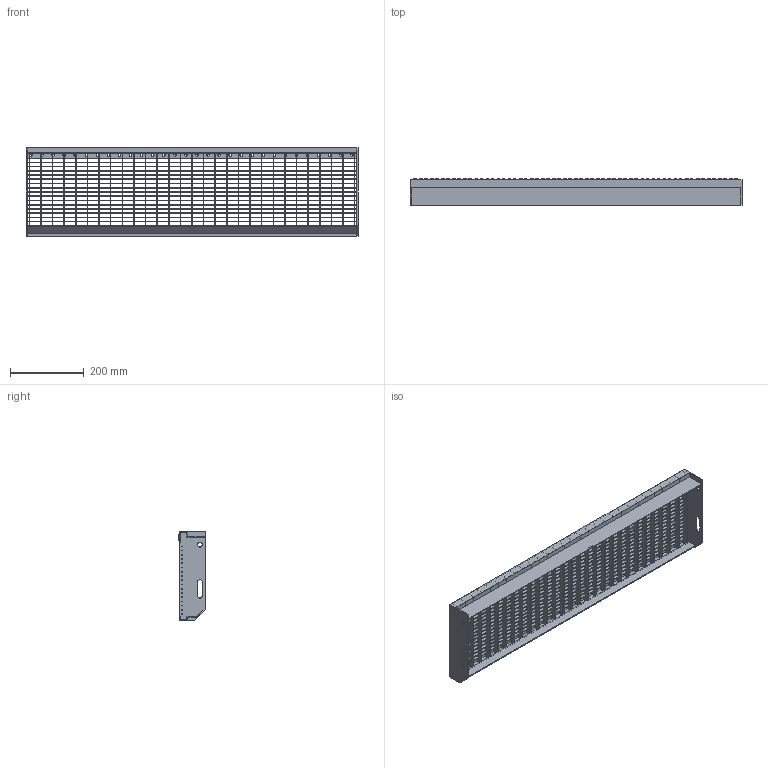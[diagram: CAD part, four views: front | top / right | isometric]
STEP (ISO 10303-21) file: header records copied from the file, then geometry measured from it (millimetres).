
FILE_DESCRIPTION (( 'STEP AP203' ), '1' );
FILE_NAME ('40.902431.7.step', '2015-10-04T07:13:57', ( '' ), ( '' ), 'SwSTEP 2.0', 'SolidWorks 2015', '' );
FILE_SCHEMA (( 'CONFIG_CONTROL_DESIGN' ));
Length unit declared in the file: millimetre
Products named in the file (1): 40.902431.7
Bounding box: 900 x 72.67 x 240 mm (x, y, z)
Volume: 831646.3 mm3; surface area: 1008775.2 mm2
Topology: 38 solids, 38 shells, 931 faces, 2330 edges, 1536 vertices
Faces by surface type: plane 605, cylinder 128, cone 118, bspline 80
Entity records: 32427 total; most frequent: CARTESIAN_POINT 9862, ORIENTED_EDGE 4660, DIRECTION 4382, EDGE_CURVE 2330, LINE 1662, VECTOR 1662, VERTEX_POINT 1536, AXIS2_PLACEMENT_3D 1360
